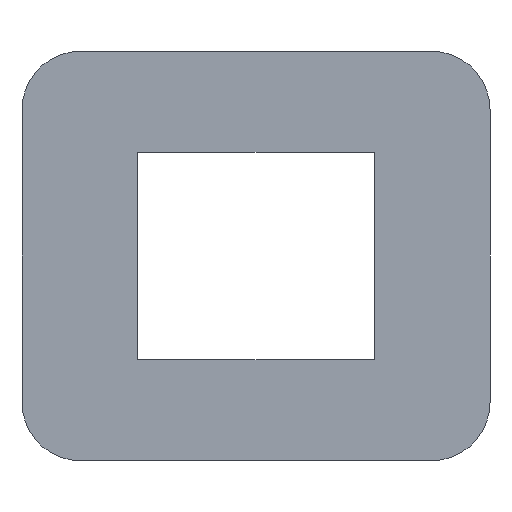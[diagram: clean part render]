
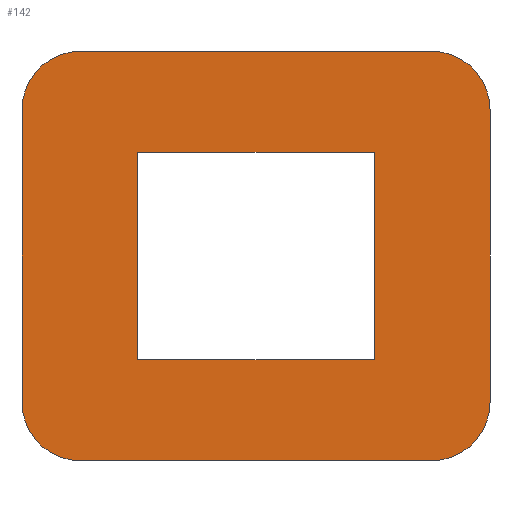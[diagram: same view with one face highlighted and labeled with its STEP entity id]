
A CAD part, front view. The second image highlights one B-rep face of the part: STEP entity #142.
In plain terms, the highlighted planar face has unit normal (0, -1, 0).
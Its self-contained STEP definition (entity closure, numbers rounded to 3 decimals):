
#3 = DIRECTION ( 'NONE',  ( 0., -1., 0. ) ) ;
#10 = DIRECTION ( 'NONE',  ( -1., 0., 0. ) ) ;
#11 = CARTESIAN_POINT ( 'NONE',  ( -8., -0.5, -7. ) ) ;
#12 = LINE ( 'NONE', #11, #504 ) ;
#22 = CARTESIAN_POINT ( 'NONE',  ( 6., -0.5, 5. ) ) ;
#52 = DIRECTION ( 'NONE',  ( 0., 0., -1. ) ) ;
#53 = CARTESIAN_POINT ( 'NONE',  ( 4.05, -0.5, -3.55 ) ) ;
#54 = LINE ( 'NONE', #53, #315 ) ;
#55 = DIRECTION ( 'NONE',  ( -1., 0., 0. ) ) ;
#56 = CARTESIAN_POINT ( 'NONE',  ( -4.05, -0.5, -3.55 ) ) ;
#57 = LINE ( 'NONE', #56, #306 ) ;
#71 = DIRECTION ( 'NONE',  ( 0., 0., 1. ) ) ;
#72 = DIRECTION ( 'NONE',  ( 0., -1., 0. ) ) ;
#79 = CARTESIAN_POINT ( 'NONE',  ( 6., -0.5, -5. ) ) ;
#103 = DIRECTION ( 'NONE',  ( 0., 0., 1. ) ) ;
#104 = DIRECTION ( 'NONE',  ( 0., 1., 0. ) ) ;
#105 = CARTESIAN_POINT ( 'NONE',  ( 0., -0.5, 0. ) ) ;
#106 = PLANE ( 'NONE',  #327 ) ;
#132 = CIRCLE ( 'NONE', #469, 2. ) ;
#133 = CIRCLE ( 'NONE', #296, 2. ) ;
#135 = CIRCLE ( 'NONE', #498, 2. ) ;
#142 = ADVANCED_FACE ( 'NONE', ( #330, #310 ), #106, .F. ) ;
#148 = CIRCLE ( 'NONE', #464, 2. ) ;
#155 = EDGE_CURVE ( 'NONE', #222, #219, #133, .T. ) ;
#162 = EDGE_CURVE ( 'NONE', #229, #259, #57, .T. ) ;
#163 = EDGE_CURVE ( 'NONE', #228, #229, #54, .T. ) ;
#178 = EDGE_CURVE ( 'NONE', #222, #221, #12, .T. ) ;
#182 = EDGE_CURVE ( 'NONE', #220, #225, #132, .T. ) ;
#183 = EDGE_CURVE ( 'NONE', #249, #228, #377, .T. ) ;
#184 = EDGE_CURVE ( 'NONE', #223, #221, #135, .T. ) ;
#186 = EDGE_CURVE ( 'NONE', #220, #219, #364, .T. ) ;
#188 = EDGE_CURVE ( 'NONE', #226, #224, #148, .T. ) ;
#195 = EDGE_CURVE ( 'NONE', #259, #249, #385, .T. ) ;
#197 = EDGE_CURVE ( 'NONE', #223, #224, #391, .T. ) ;
#198 = EDGE_CURVE ( 'NONE', #226, #225, #393, .T. ) ;
#212 = ORIENTED_EDGE ( 'NONE', *, *, #178, .F. ) ;
#219 = VERTEX_POINT ( 'NONE', #404 ) ;
#220 = VERTEX_POINT ( 'NONE', #407 ) ;
#221 = VERTEX_POINT ( 'NONE', #406 ) ;
#222 = VERTEX_POINT ( 'NONE', #409 ) ;
#223 = VERTEX_POINT ( 'NONE', #408 ) ;
#224 = VERTEX_POINT ( 'NONE', #411 ) ;
#225 = VERTEX_POINT ( 'NONE', #420 ) ;
#226 = VERTEX_POINT ( 'NONE', #419 ) ;
#228 = VERTEX_POINT ( 'NONE', #417 ) ;
#229 = VERTEX_POINT ( 'NONE', #416 ) ;
#237 = ORIENTED_EDGE ( 'NONE', *, *, #197, .F. ) ;
#239 = ORIENTED_EDGE ( 'NONE', *, *, #183, .T. ) ;
#243 = ORIENTED_EDGE ( 'NONE', *, *, #188, .T. ) ;
#246 = ORIENTED_EDGE ( 'NONE', *, *, #198, .F. ) ;
#249 = VERTEX_POINT ( 'NONE', #414 ) ;
#252 = ORIENTED_EDGE ( 'NONE', *, *, #163, .T. ) ;
#255 = ORIENTED_EDGE ( 'NONE', *, *, #155, .T. ) ;
#258 = ORIENTED_EDGE ( 'NONE', *, *, #186, .F. ) ;
#259 = VERTEX_POINT ( 'NONE', #412 ) ;
#260 = ORIENTED_EDGE ( 'NONE', *, *, #182, .T. ) ;
#270 = ORIENTED_EDGE ( 'NONE', *, *, #162, .T. ) ;
#272 = ORIENTED_EDGE ( 'NONE', *, *, #195, .T. ) ;
#283 = EDGE_LOOP ( 'NONE', ( #272, #239, #252, #270 ) ) ;
#284 = EDGE_LOOP ( 'NONE', ( #237, #286, #212, #255, #258, #260, #246, #243 ) ) ;
#286 = ORIENTED_EDGE ( 'NONE', *, *, #184, .T. ) ;
#296 = AXIS2_PLACEMENT_3D ( 'NONE', #79, #72, #71 ) ;
#306 = VECTOR ( 'NONE', #55, 1000. ) ;
#310 = FACE_BOUND ( 'NONE', #283, .T. ) ;
#315 = VECTOR ( 'NONE', #52, 1000. ) ;
#327 = AXIS2_PLACEMENT_3D ( 'NONE', #105, #104, #103 ) ;
#330 = FACE_OUTER_BOUND ( 'NONE', #284, .T. ) ;
#359 = DIRECTION ( 'NONE',  ( 0., 0., 1. ) ) ;
#360 = CARTESIAN_POINT ( 'NONE',  ( -6., -0.5, -5. ) ) ;
#362 = DIRECTION ( 'NONE',  ( 0., 0., -1. ) ) ;
#363 = CARTESIAN_POINT ( 'NONE',  ( 8., -0.5, -7. ) ) ;
#364 = LINE ( 'NONE', #363, #503 ) ;
#368 = DIRECTION ( 'NONE',  ( 0., 0., 1. ) ) ;
#369 = CARTESIAN_POINT ( 'NONE',  ( -4.05, -0.5, 3.55 ) ) ;
#370 = DIRECTION ( 'NONE',  ( 0., -1., 0. ) ) ;
#371 = DIRECTION ( 'NONE',  ( 1., 0., 0. ) ) ;
#373 = DIRECTION ( 'NONE',  ( 0., -1., 0. ) ) ;
#375 = DIRECTION ( 'NONE',  ( 0., 0., 1. ) ) ;
#377 = LINE ( 'NONE', #369, #499 ) ;
#384 = CARTESIAN_POINT ( 'NONE',  ( -4.05, -0.5, -3.55 ) ) ;
#385 = LINE ( 'NONE', #384, #473 ) ;
#389 = DIRECTION ( 'NONE',  ( 0., 0., 1. ) ) ;
#390 = CARTESIAN_POINT ( 'NONE',  ( -8., -0.5, -7. ) ) ;
#391 = LINE ( 'NONE', #390, #474 ) ;
#393 = LINE ( 'NONE', #397, #475 ) ;
#394 = DIRECTION ( 'NONE',  ( 0., 0., 1. ) ) ;
#396 = DIRECTION ( 'NONE',  ( 1., 0., 0. ) ) ;
#397 = CARTESIAN_POINT ( 'NONE',  ( -8., -0.5, 7. ) ) ;
#404 = CARTESIAN_POINT ( 'NONE',  ( 8., -0.5, -5. ) ) ;
#406 = CARTESIAN_POINT ( 'NONE',  ( -6., -0.5, -7. ) ) ;
#407 = CARTESIAN_POINT ( 'NONE',  ( 8., -0.5, 5. ) ) ;
#408 = CARTESIAN_POINT ( 'NONE',  ( -8., -0.5, -5. ) ) ;
#409 = CARTESIAN_POINT ( 'NONE',  ( 6., -0.5, -7. ) ) ;
#411 = CARTESIAN_POINT ( 'NONE',  ( -8., -0.5, 5. ) ) ;
#412 = CARTESIAN_POINT ( 'NONE',  ( -4.05, -0.5, -3.55 ) ) ;
#414 = CARTESIAN_POINT ( 'NONE',  ( -4.05, -0.5, 3.55 ) ) ;
#416 = CARTESIAN_POINT ( 'NONE',  ( 4.05, -0.5, -3.55 ) ) ;
#417 = CARTESIAN_POINT ( 'NONE',  ( 4.05, -0.5, 3.55 ) ) ;
#419 = CARTESIAN_POINT ( 'NONE',  ( -6., -0.5, 7. ) ) ;
#420 = CARTESIAN_POINT ( 'NONE',  ( 6., -0.5, 7. ) ) ;
#460 = CARTESIAN_POINT ( 'NONE',  ( -6., -0.5, 5. ) ) ;
#464 = AXIS2_PLACEMENT_3D ( 'NONE', #460, #370, #368 ) ;
#469 = AXIS2_PLACEMENT_3D ( 'NONE', #22, #3, #359 ) ;
#473 = VECTOR ( 'NONE', #389, 1000. ) ;
#474 = VECTOR ( 'NONE', #394, 1000. ) ;
#475 = VECTOR ( 'NONE', #396, 1000. ) ;
#498 = AXIS2_PLACEMENT_3D ( 'NONE', #360, #373, #375 ) ;
#499 = VECTOR ( 'NONE', #371, 1000. ) ;
#503 = VECTOR ( 'NONE', #362, 1000. ) ;
#504 = VECTOR ( 'NONE', #10, 1000. ) ;
